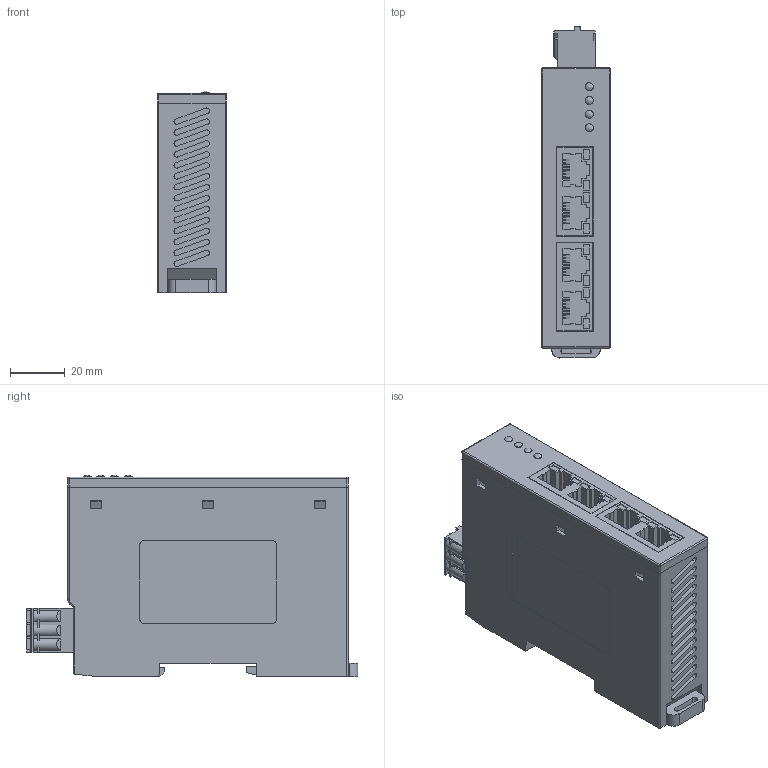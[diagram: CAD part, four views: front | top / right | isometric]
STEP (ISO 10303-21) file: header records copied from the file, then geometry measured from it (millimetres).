
FILE_DESCRIPTION(/* description */ (''),/* implementation_level */ '2;1');
FILE_NAME(/* name */ '',/* time_stamp */ '2025-04-10T11:41:25+08:00',/* author */ (''),/* organization */ (''),/* preprocessor_version */ 'ST-DEVELOPER v14',/* originating_system */ 'SIEMENS PLM Software NX 8.0',/* authorisation */ '');
FILE_SCHEMA (('AUTOMOTIVE_DESIGN { 1 0 10303 214 3 1 1 1 }'));
Length unit declared in the file: millimetre
Products named in the file (1): PNEC
Bounding box: 25.2 x 121.32 x 73.66 mm (x, y, z)
Volume: 178230.3 mm3; surface area: 34318.6 mm2
Topology: 1 solids, 1 shells, 1066 faces, 2902 edges, 1901 vertices
Faces by surface type: plane 842, cylinder 179, torus 17, cone 12, bspline 8, sphere 8
Full cylindrical faces by diameter (mm): 1.3 x1, 1.371 x1, 1.375 x1, 1.387 x1, 2.5 x3, 3.3 x3, 4 x3
Entity records: 34877 total; most frequent: CARTESIAN_POINT 8009, ORIENTED_EDGE 5756, DIRECTION 5159, EDGE_CURVE 2878, LINE 2175, VECTOR 2175, VERTEX_POINT 1904, AXIS2_PLACEMENT_3D 1492
